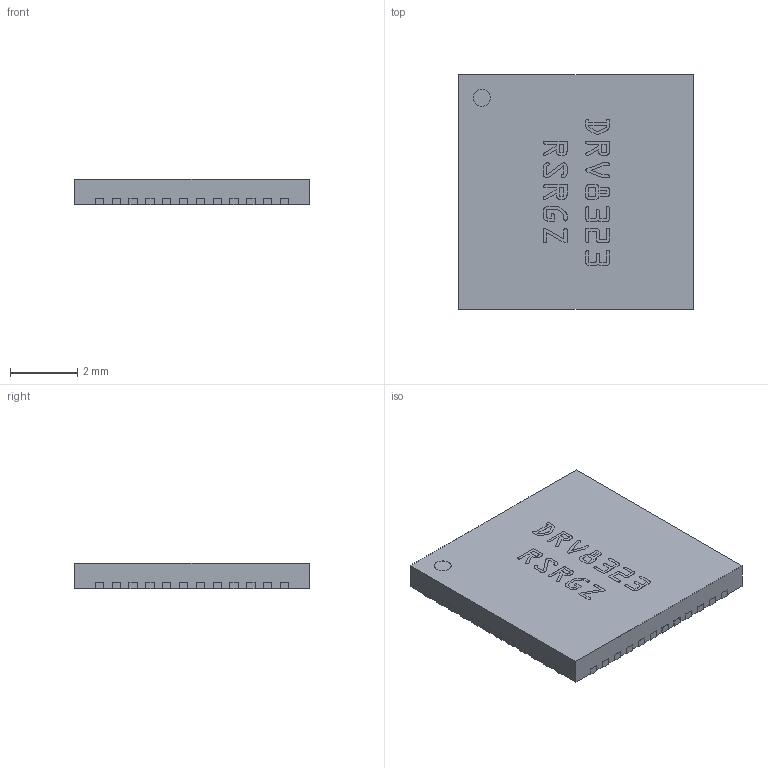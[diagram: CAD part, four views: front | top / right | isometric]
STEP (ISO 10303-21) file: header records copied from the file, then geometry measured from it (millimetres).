
FILE_DESCRIPTION (( 'STEP AP214' ), '1' );
FILE_NAME ('DRV8323RSRGZ.STEP', '2022-07-13T06:59:28', ( '' ), ( '' ), 'SwSTEP 2.0', 'SolidWorks 2018', '' );
FILE_SCHEMA (( 'AUTOMOTIVE_DESIGN' ));
Length unit declared in the file: millimetre
Products named in the file (1): DRV8323RSRGZ
Bounding box: 7 x 7 x 0.77 mm (x, y, z)
Volume: 37.2 mm3; surface area: 120.4 mm2
Topology: 1 solids, 1 shells, 560 faces, 1614 edges, 1076 vertices
Faces by surface type: plane 397, bspline 113, cylinder 50
Entity records: 22063 total; most frequent: CARTESIAN_POINT 7828, ORIENTED_EDGE 3228, DIRECTION 2384, EDGE_CURVE 1614, VECTOR 1288, LINE 1288, VERTEX_POINT 1076, EDGE_LOOP 580
